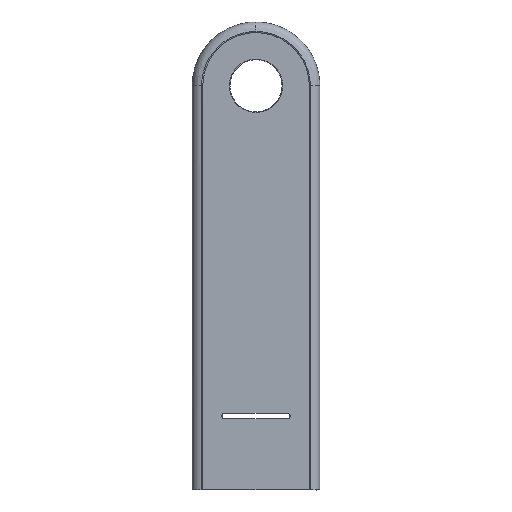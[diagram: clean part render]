
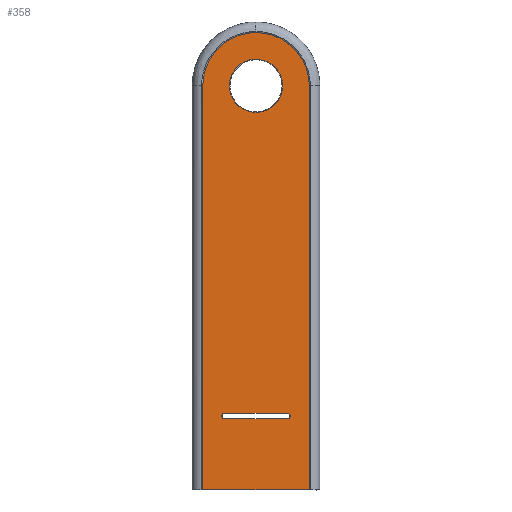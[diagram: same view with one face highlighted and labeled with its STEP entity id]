
A CAD part, front view. The second image highlights one B-rep face of the part: STEP entity #358.
In plain terms, the highlighted planar face has unit normal (0, -1, 0).
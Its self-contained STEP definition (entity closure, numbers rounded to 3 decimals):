
#68=FACE_BOUND('',#987,.T.);
#69=FACE_BOUND('',#988,.T.);
#358=ADVANCED_FACE('',(#646,#68,#69),#4726,.T.);
#646=FACE_OUTER_BOUND('',#986,.T.);
#986=EDGE_LOOP('',(#2460,#2461,#2462,#2463,#2464));
#987=EDGE_LOOP('',(#2465));
#988=EDGE_LOOP('',(#2466,#2467,#2468,#2469));
#2460=ORIENTED_EDGE('',*,*,#3207,.F.);
#2461=ORIENTED_EDGE('',*,*,#3204,.F.);
#2462=ORIENTED_EDGE('',*,*,#3201,.F.);
#2463=ORIENTED_EDGE('',*,*,#3198,.F.);
#2464=ORIENTED_EDGE('',*,*,#3194,.F.);
#2465=ORIENTED_EDGE('',*,*,#3209,.F.);
#2466=ORIENTED_EDGE('',*,*,#3222,.F.);
#2467=ORIENTED_EDGE('',*,*,#3219,.F.);
#2468=ORIENTED_EDGE('',*,*,#3216,.F.);
#2469=ORIENTED_EDGE('',*,*,#3212,.F.);
#3194=EDGE_CURVE('',#4428,#4429,#3938,.T.);
#3198=EDGE_CURVE('',#4429,#4432,#3942,.T.);
#3201=EDGE_CURVE('',#4432,#4434,#3945,.T.);
#3204=EDGE_CURVE('',#4434,#4436,#3948,.T.);
#3207=EDGE_CURVE('',#4436,#4428,#3951,.T.);
#3209=EDGE_CURVE('',#4438,#4438,#3953,.T.);
#3212=EDGE_CURVE('',#4440,#4441,#3956,.T.);
#3216=EDGE_CURVE('',#4441,#4444,#3960,.T.);
#3219=EDGE_CURVE('',#4444,#4446,#3963,.T.);
#3222=EDGE_CURVE('',#4446,#4440,#3966,.T.);
#3938=(
BOUNDED_CURVE()
B_SPLINE_CURVE(2,(#9050,#9051,#9052),.UNSPECIFIED.,.F.,.F.)
B_SPLINE_CURVE_WITH_KNOTS((3,3),(-2657.08,-2578.54),
 .UNSPECIFIED.)
CURVE()
GEOMETRIC_REPRESENTATION_ITEM()
RATIONAL_B_SPLINE_CURVE((1.,0.707,1.))
REPRESENTATION_ITEM('')
);
#3942=(
BOUNDED_CURVE()
B_SPLINE_CURVE(2,(#9060,#9061,#9062),.UNSPECIFIED.,.F.,.F.)
B_SPLINE_CURVE_WITH_KNOTS((3,3),(-2578.54,-2198.54),
 .UNSPECIFIED.)
CURVE()
GEOMETRIC_REPRESENTATION_ITEM()
RATIONAL_B_SPLINE_CURVE((1.,1.,1.))
REPRESENTATION_ITEM('')
);
#3945=(
BOUNDED_CURVE()
B_SPLINE_CURVE(2,(#9068,#9069,#9070),.UNSPECIFIED.,.F.,.F.)
B_SPLINE_CURVE_WITH_KNOTS((3,3),(-2198.54,-2098.54),
 .UNSPECIFIED.)
CURVE()
GEOMETRIC_REPRESENTATION_ITEM()
RATIONAL_B_SPLINE_CURVE((1.,1.,1.))
REPRESENTATION_ITEM('')
);
#3948=(
BOUNDED_CURVE()
B_SPLINE_CURVE(2,(#9076,#9077,#9078),.UNSPECIFIED.,.F.,.F.)
B_SPLINE_CURVE_WITH_KNOTS((3,3),(-2098.54,-1718.54),
 .UNSPECIFIED.)
CURVE()
GEOMETRIC_REPRESENTATION_ITEM()
RATIONAL_B_SPLINE_CURVE((1.,1.,1.))
REPRESENTATION_ITEM('')
);
#3951=(
BOUNDED_CURVE()
B_SPLINE_CURVE(2,(#9084,#9085,#9086),.UNSPECIFIED.,.F.,.F.)
B_SPLINE_CURVE_WITH_KNOTS((3,3),(-1718.54,-1640.),
 .UNSPECIFIED.)
CURVE()
GEOMETRIC_REPRESENTATION_ITEM()
RATIONAL_B_SPLINE_CURVE((1.,0.707,1.))
REPRESENTATION_ITEM('')
);
#3953=(
BOUNDED_CURVE()
B_SPLINE_CURVE(2,(#9090,#9091,#9092,#9093,#9094,#9095,#9096,#9097,#9098),
 .UNSPECIFIED.,.T.,.F.)
B_SPLINE_CURVE_WITH_KNOTS((3,2,2,2,3),(-1640.,-1600.73,
-1561.46,-1522.19,-1482.92),.UNSPECIFIED.)
CURVE()
GEOMETRIC_REPRESENTATION_ITEM()
RATIONAL_B_SPLINE_CURVE((1.,0.707,1.,0.707,1.,0.707,
1.,0.707,1.))
REPRESENTATION_ITEM('')
);
#3956=(
BOUNDED_CURVE()
B_SPLINE_CURVE(2,(#9110,#9111,#9112),.UNSPECIFIED.,.F.,.F.)
B_SPLINE_CURVE_WITH_KNOTS((3,3),(-1482.92,-1427.608),
 .UNSPECIFIED.)
CURVE()
GEOMETRIC_REPRESENTATION_ITEM()
RATIONAL_B_SPLINE_CURVE((1.,1.,1.))
REPRESENTATION_ITEM('')
);
#3960=(
BOUNDED_CURVE()
B_SPLINE_CURVE(2,(#9120,#9121,#9122,#9123,#9124),.UNSPECIFIED.,.F.,.F.)
B_SPLINE_CURVE_WITH_KNOTS((3,2,3),(-1427.608,-1423.681,
-1419.754),.UNSPECIFIED.)
CURVE()
GEOMETRIC_REPRESENTATION_ITEM()
RATIONAL_B_SPLINE_CURVE((1.,0.707,1.,0.707,1.))
REPRESENTATION_ITEM('')
);
#3963=(
BOUNDED_CURVE()
B_SPLINE_CURVE(2,(#9132,#9133,#9134),.UNSPECIFIED.,.F.,.F.)
B_SPLINE_CURVE_WITH_KNOTS((3,3),(-1419.754,-1364.441),
 .UNSPECIFIED.)
CURVE()
GEOMETRIC_REPRESENTATION_ITEM()
RATIONAL_B_SPLINE_CURVE((1.,1.,1.))
REPRESENTATION_ITEM('')
);
#3966=(
BOUNDED_CURVE()
B_SPLINE_CURVE(2,(#9140,#9141,#9142,#9143,#9144),.UNSPECIFIED.,.F.,.F.)
B_SPLINE_CURVE_WITH_KNOTS((3,2,3),(-1364.441,-1360.514,
-1356.587),.UNSPECIFIED.)
CURVE()
GEOMETRIC_REPRESENTATION_ITEM()
RATIONAL_B_SPLINE_CURVE((1.,0.707,1.,0.707,1.))
REPRESENTATION_ITEM('')
);
#4428=VERTEX_POINT('',#9030);
#4429=VERTEX_POINT('',#9031);
#4432=VERTEX_POINT('',#9034);
#4434=VERTEX_POINT('',#9036);
#4436=VERTEX_POINT('',#9038);
#4438=VERTEX_POINT('',#9040);
#4440=VERTEX_POINT('',#9042);
#4441=VERTEX_POINT('',#9043);
#4444=VERTEX_POINT('',#9046);
#4446=VERTEX_POINT('',#9048);
#4726=PLANE('',#5062);
#5062=AXIS2_PLACEMENT_3D('',#9028,#5313,$);
#5313=DIRECTION('',(0.,-1.,0.));
#9028=CARTESIAN_POINT('',(62.5,119.,-41.75));
#9030=CARTESIAN_POINT('',(0.,119.,442.));
#9031=CARTESIAN_POINT('',(50.,119.,392.));
#9034=CARTESIAN_POINT('',(50.,119.,12.));
#9036=CARTESIAN_POINT('',(-50.,119.,12.));
#9038=CARTESIAN_POINT('',(-50.,119.,392.));
#9040=CARTESIAN_POINT('',(25.,119.,392.));
#9042=CARTESIAN_POINT('',(29.5,119.,84.));
#9043=CARTESIAN_POINT('',(-29.5,119.,84.));
#9046=CARTESIAN_POINT('',(-29.5,119.,79.));
#9048=CARTESIAN_POINT('',(29.5,119.,79.));
#9050=CARTESIAN_POINT('',(0.,119.,442.));
#9051=CARTESIAN_POINT('',(50.,119.,442.));
#9052=CARTESIAN_POINT('',(50.,119.,392.));
#9060=CARTESIAN_POINT('',(50.,119.,392.));
#9061=CARTESIAN_POINT('',(50.,119.,202.));
#9062=CARTESIAN_POINT('',(50.,119.,12.));
#9068=CARTESIAN_POINT('',(50.,119.,12.));
#9069=CARTESIAN_POINT('',(0.,119.,12.));
#9070=CARTESIAN_POINT('',(-50.,119.,12.));
#9076=CARTESIAN_POINT('',(-50.,119.,12.));
#9077=CARTESIAN_POINT('',(-50.,119.,202.));
#9078=CARTESIAN_POINT('',(-50.,119.,392.));
#9084=CARTESIAN_POINT('',(-50.,119.,392.));
#9085=CARTESIAN_POINT('',(-50.,119.,442.));
#9086=CARTESIAN_POINT('',(0.,119.,442.));
#9090=CARTESIAN_POINT('',(25.,119.,392.));
#9091=CARTESIAN_POINT('',(25.,119.,417.));
#9092=CARTESIAN_POINT('',(0.,119.,417.));
#9093=CARTESIAN_POINT('',(-25.,119.,417.));
#9094=CARTESIAN_POINT('',(-25.,119.,392.));
#9095=CARTESIAN_POINT('',(-25.,119.,367.));
#9096=CARTESIAN_POINT('',(0.,119.,367.));
#9097=CARTESIAN_POINT('',(25.,119.,367.));
#9098=CARTESIAN_POINT('',(25.,119.,392.));
#9110=CARTESIAN_POINT('',(29.5,119.,84.));
#9111=CARTESIAN_POINT('',(0.,119.,84.));
#9112=CARTESIAN_POINT('',(-29.5,119.,84.));
#9120=CARTESIAN_POINT('',(-29.5,119.,84.));
#9121=CARTESIAN_POINT('',(-32.,119.,84.));
#9122=CARTESIAN_POINT('',(-32.,119.,81.5));
#9123=CARTESIAN_POINT('',(-32.,119.,79.));
#9124=CARTESIAN_POINT('',(-29.5,119.,79.));
#9132=CARTESIAN_POINT('',(-29.5,119.,79.));
#9133=CARTESIAN_POINT('',(0.,119.,79.));
#9134=CARTESIAN_POINT('',(29.5,119.,79.));
#9140=CARTESIAN_POINT('',(29.5,119.,79.));
#9141=CARTESIAN_POINT('',(32.,119.,79.));
#9142=CARTESIAN_POINT('',(32.,119.,81.5));
#9143=CARTESIAN_POINT('',(32.,119.,84.));
#9144=CARTESIAN_POINT('',(29.5,119.,84.));
